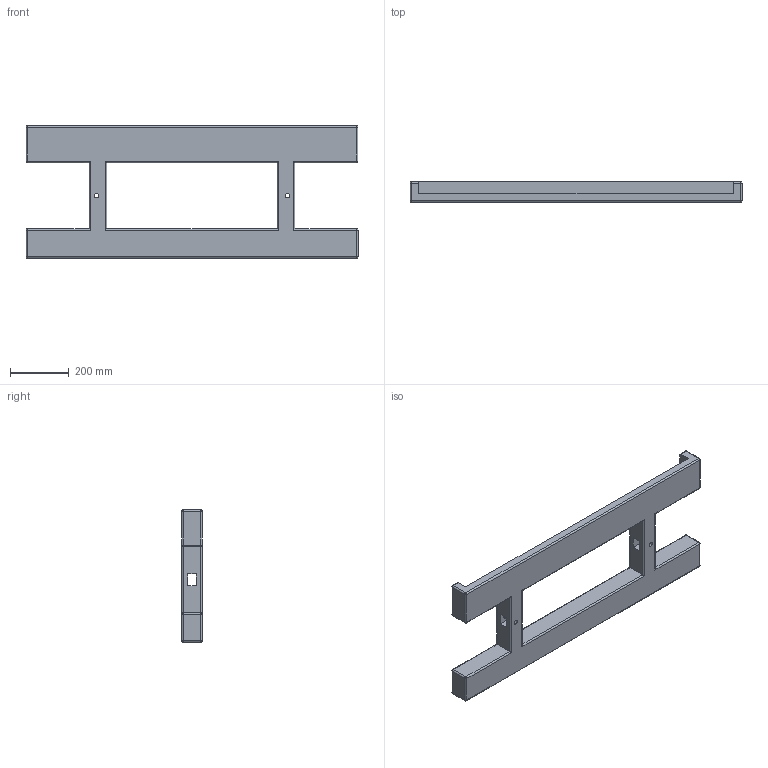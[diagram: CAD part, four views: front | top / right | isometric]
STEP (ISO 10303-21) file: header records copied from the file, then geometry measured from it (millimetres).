
FILE_DESCRIPTION(/* description */ (''),/* implementation_level */ '2;1');
FILE_NAME(/* name */ 'OuterCarriage.step',/* time_stamp */ '2025-06-16T16:30:14-04:00',/* author */ (''),/* organization */ (''),/* preprocessor_version */ 'ST-DEVELOPER v20.1',/* originating_system */ 'Autodesk Translation Framework v14.10.0.0',/* authorisation */ '');
FILE_SCHEMA (('AUTOMOTIVE_DESIGN { 1 0 10303 214 3 1 1 }'));
Length unit declared in the file: millimetre
Products named in the file (1): OuterCarriage
Bounding box: 1130 x 70 x 450 mm (x, y, z)
Volume: 17004672.8 mm3; surface area: 962990.5 mm2
Topology: 1 solids, 1 shells, 92 faces, 206 edges, 116 vertices
Faces by surface type: cylinder 45, plane 31, sphere 16
Full cylindrical faces by diameter (mm): 15 x4
Entity records: 2560 total; most frequent: DIRECTION 466, CARTESIAN_POINT 415, ORIENTED_EDGE 412, EDGE_CURVE 206, AXIS2_PLACEMENT_3D 167, LINE 132, VECTOR 132, VERTEX_POINT 116
